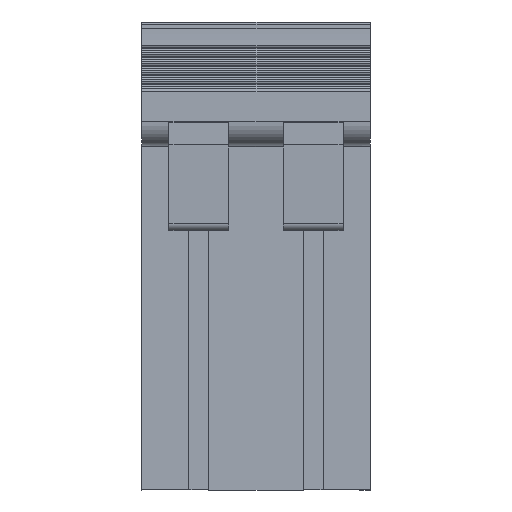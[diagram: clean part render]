
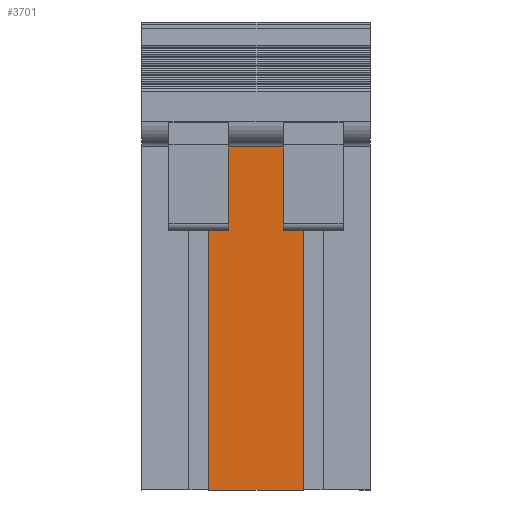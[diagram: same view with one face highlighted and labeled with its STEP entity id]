
A CAD part, front view. The second image highlights one B-rep face of the part: STEP entity #3701.
In plain terms, the highlighted planar face has unit normal (0, -1, 0).
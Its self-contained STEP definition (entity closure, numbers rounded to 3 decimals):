
#3649=AXIS2_PLACEMENT_3D('Plane Axis2P3D',#3646,#3647,#3648) ;
#3215=CARTESIAN_POINT('Vertex',(6.725,3.202,39.9)) ;
#3218=CARTESIAN_POINT('Line Origine',(11.45,3.202,39.9)) ;
#3222=CARTESIAN_POINT('Vertex',(16.175,3.202,39.9)) ;
#3339=CARTESIAN_POINT('Line Origine',(11.45,3.202,0.)) ;
#3343=CARTESIAN_POINT('Vertex',(6.725,3.202,0.)) ;
#3345=CARTESIAN_POINT('Vertex',(16.175,3.202,0.)) ;
#3646=CARTESIAN_POINT('Axis2P3D Location',(0.,3.202,39.9)) ;
#3651=CARTESIAN_POINT('Line Origine',(6.725,3.202,19.95)) ;
#3656=CARTESIAN_POINT('Line Origine',(16.175,3.202,19.95)) ;
#3667=CARTESIAN_POINT('Line Origine',(14.175,3.202,35.193)) ;
#3671=CARTESIAN_POINT('Vertex',(14.175,3.202,34.393)) ;
#3673=CARTESIAN_POINT('Vertex',(14.175,3.202,35.993)) ;
#3676=CARTESIAN_POINT('Line Origine',(11.45,3.202,34.393)) ;
#3680=CARTESIAN_POINT('Vertex',(8.725,3.202,34.393)) ;
#3683=CARTESIAN_POINT('Line Origine',(8.725,3.202,35.193)) ;
#3687=CARTESIAN_POINT('Vertex',(8.725,3.202,35.993)) ;
#3690=CARTESIAN_POINT('Line Origine',(11.45,3.202,35.993)) ;
#3219=DIRECTION('Vector Direction',(1.,0.,0.)) ;
#3340=DIRECTION('Vector Direction',(1.,0.,0.)) ;
#3647=DIRECTION('Axis2P3D Direction',(0.,-1.,0.)) ;
#3648=DIRECTION('Axis2P3D XDirection',(0.,0.,-1.)) ;
#3652=DIRECTION('Vector Direction',(0.,0.,1.)) ;
#3657=DIRECTION('Vector Direction',(0.,0.,1.)) ;
#3668=DIRECTION('Vector Direction',(0.,0.,1.)) ;
#3677=DIRECTION('Vector Direction',(1.,0.,0.)) ;
#3684=DIRECTION('Vector Direction',(0.,0.,-1.)) ;
#3691=DIRECTION('Vector Direction',(-1.,0.,0.)) ;
#3220=VECTOR('Line Direction',#3219,1.) ;
#3341=VECTOR('Line Direction',#3340,1.) ;
#3653=VECTOR('Line Direction',#3652,1.) ;
#3658=VECTOR('Line Direction',#3657,1.) ;
#3669=VECTOR('Line Direction',#3668,1.) ;
#3678=VECTOR('Line Direction',#3677,1.) ;
#3685=VECTOR('Line Direction',#3684,1.) ;
#3692=VECTOR('Line Direction',#3691,1.) ;
#3662=ORIENTED_EDGE('',*,*,#3224,.F.) ;
#3663=ORIENTED_EDGE('',*,*,#3655,.F.) ;
#3664=ORIENTED_EDGE('',*,*,#3347,.T.) ;
#3665=ORIENTED_EDGE('',*,*,#3660,.T.) ;
#3696=ORIENTED_EDGE('',*,*,#3675,.F.) ;
#3697=ORIENTED_EDGE('',*,*,#3682,.F.) ;
#3698=ORIENTED_EDGE('',*,*,#3689,.F.) ;
#3699=ORIENTED_EDGE('',*,*,#3694,.F.) ;
#3700=FACE_BOUND('',#3695,.T.) ;
#3701=ADVANCED_FACE('Hauptkoerper',(#3666,#3700),#3650,.T.) ;
#3224=EDGE_CURVE('',#3216,#3223,#3221,.T.) ;
#3347=EDGE_CURVE('',#3344,#3346,#3342,.T.) ;
#3655=EDGE_CURVE('',#3344,#3216,#3654,.T.) ;
#3660=EDGE_CURVE('',#3346,#3223,#3659,.T.) ;
#3675=EDGE_CURVE('',#3672,#3674,#3670,.T.) ;
#3682=EDGE_CURVE('',#3681,#3672,#3679,.T.) ;
#3689=EDGE_CURVE('',#3688,#3681,#3686,.T.) ;
#3694=EDGE_CURVE('',#3674,#3688,#3693,.T.) ;
#3661=EDGE_LOOP('',(#3662,#3663,#3664,#3665)) ;
#3695=EDGE_LOOP('',(#3696,#3697,#3698,#3699)) ;
#3666=FACE_OUTER_BOUND('',#3661,.T.) ;
#3221=LINE('Line',#3218,#3220) ;
#3342=LINE('Line',#3339,#3341) ;
#3654=LINE('Line',#3651,#3653) ;
#3659=LINE('Line',#3656,#3658) ;
#3670=LINE('Line',#3667,#3669) ;
#3679=LINE('Line',#3676,#3678) ;
#3686=LINE('Line',#3683,#3685) ;
#3693=LINE('Line',#3690,#3692) ;
#3650=PLANE('',#3649) ;
#3216=VERTEX_POINT('',#3215) ;
#3223=VERTEX_POINT('',#3222) ;
#3344=VERTEX_POINT('',#3343) ;
#3346=VERTEX_POINT('',#3345) ;
#3672=VERTEX_POINT('',#3671) ;
#3674=VERTEX_POINT('',#3673) ;
#3681=VERTEX_POINT('',#3680) ;
#3688=VERTEX_POINT('',#3687) ;
